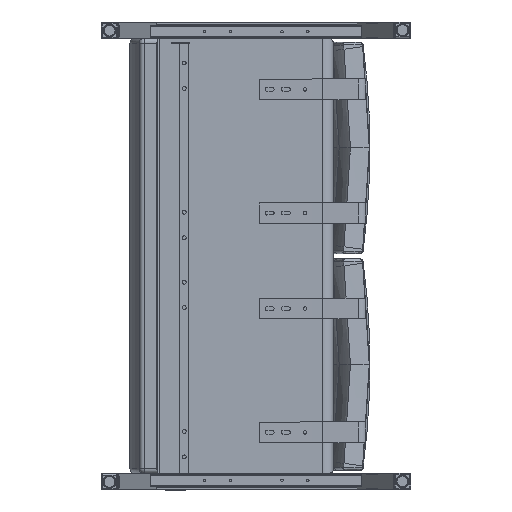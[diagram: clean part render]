
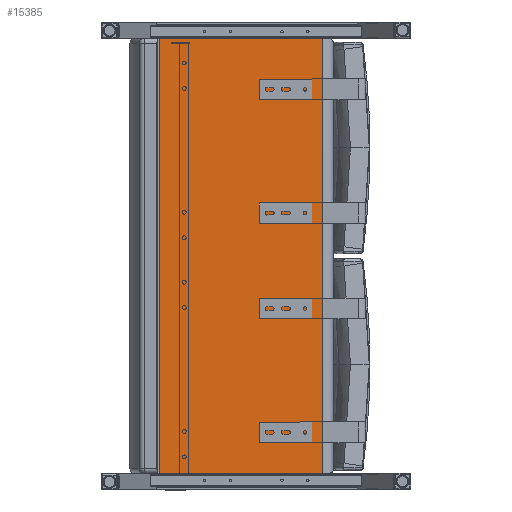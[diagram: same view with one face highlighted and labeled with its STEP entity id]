
A CAD part, front view. The second image highlights one B-rep face of the part: STEP entity #15385.
In plain terms, the highlighted face is planar.
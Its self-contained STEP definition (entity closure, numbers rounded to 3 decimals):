
#1394=PLANE('',#16684);
#1697=LINE('',#22761,#2608);
#1713=LINE('',#22895,#2624);
#1719=LINE('',#22982,#2630);
#1720=LINE('',#22984,#2631);
#2608=VECTOR('',#18477,0.394);
#2624=VECTOR('',#18553,0.394);
#2630=VECTOR('',#18615,0.394);
#2631=VECTOR('',#18618,0.394);
#3796=FACE_OUTER_BOUND('',#4906,.T.);
#4906=EDGE_LOOP('',(#10756,#10757,#10758,#10759));
#6876=VERTEX_POINT('',#22749);
#6877=VERTEX_POINT('',#22760);
#6901=VERTEX_POINT('',#22883);
#6902=VERTEX_POINT('',#22894);
#8253=EDGE_CURVE('',#6876,#6877,#1697,.T.);
#8292=EDGE_CURVE('',#6901,#6902,#1713,.T.);
#8317=EDGE_CURVE('',#6901,#6877,#1719,.T.);
#8318=EDGE_CURVE('',#6902,#6876,#1720,.T.);
#10756=ORIENTED_EDGE('',*,*,#8253,.F.);
#10757=ORIENTED_EDGE('',*,*,#8318,.F.);
#10758=ORIENTED_EDGE('',*,*,#8292,.F.);
#10759=ORIENTED_EDGE('',*,*,#8317,.T.);
#15385=ADVANCED_FACE('',(#3796),#1394,.T.);
#16684=AXIS2_PLACEMENT_3D('',#22983,#18616,#18617);
#18477=DIRECTION('',(1.,0.,0.));
#18553=DIRECTION('',(-1.,0.,0.));
#18615=DIRECTION('',(0.,0.,1.));
#18616=DIRECTION('center_axis',(0.,-1.,0.));
#18617=DIRECTION('ref_axis',(1.,0.,0.));
#18618=DIRECTION('',(0.,0.,1.));
#22749=CARTESIAN_POINT('',(-11.083,0.797,42.216));
#22760=CARTESIAN_POINT('',(4.791,0.797,42.216));
#22761=CARTESIAN_POINT('',(-8.395,0.797,42.216));
#22883=CARTESIAN_POINT('',(4.791,0.797,0.034));
#22894=CARTESIAN_POINT('',(-11.083,0.797,0.034));
#22895=CARTESIAN_POINT('',(-8.395,0.797,0.034));
#22982=CARTESIAN_POINT('',(4.791,0.797,0.));
#22983=CARTESIAN_POINT('Origin',(-11.083,0.797,0.));
#22984=CARTESIAN_POINT('',(-11.083,0.797,0.));
